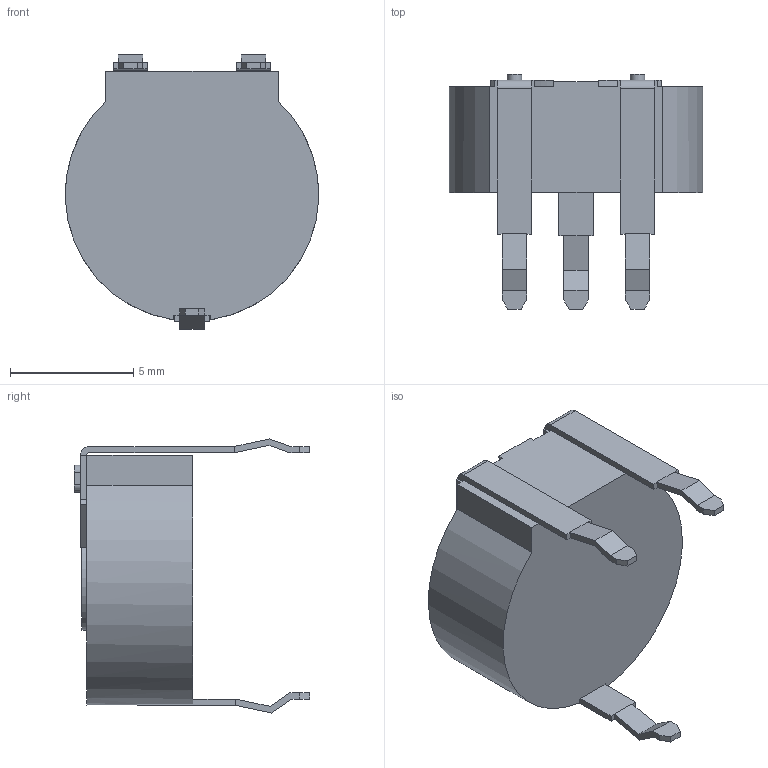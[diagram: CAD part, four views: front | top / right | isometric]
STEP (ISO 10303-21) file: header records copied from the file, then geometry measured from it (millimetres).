
FILE_DESCRIPTION((''),'2;1');
FILE_NAME('38PM_SW0001','2012-02-23T',('BMozley'),(''),'PRO/ENGINEER BY PARAMETRIC TECHNOLOGY CORPORATION, 2011490','PRO/ENGINEER BY PARAMETRIC TECHNOLOGY CORPORATION, 2011490','');
FILE_SCHEMA(('CONFIG_CONTROL_DESIGN'));
Length unit declared in the file: inch
Products named in the file (1): 38PM_SW0001
Bounding box: 10.29 x 9.55 x 11.13 mm (x, y, z)
Volume: 379.1 mm3; surface area: 407.9 mm2
Topology: 1 solids, 1 shells, 120 faces, 326 edges, 214 vertices
Faces by surface type: plane 98, cylinder 22
Entity records: 3778 total; most frequent: CARTESIAN_POINT 660, ORIENTED_EDGE 652, DIRECTION 614, EDGE_CURVE 326, VECTOR 278, LINE 278, VERTEX_POINT 214, AXIS2_PLACEMENT_3D 168
